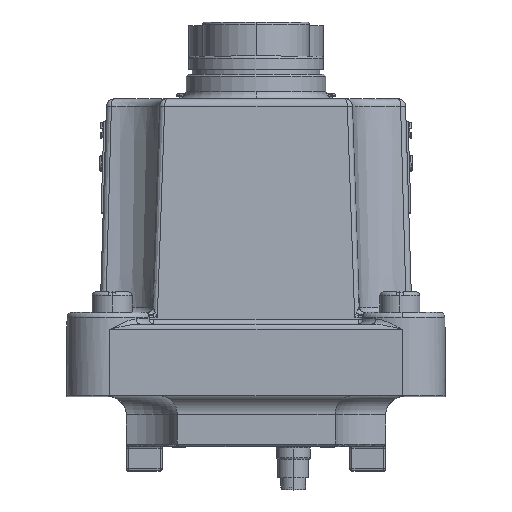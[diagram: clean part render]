
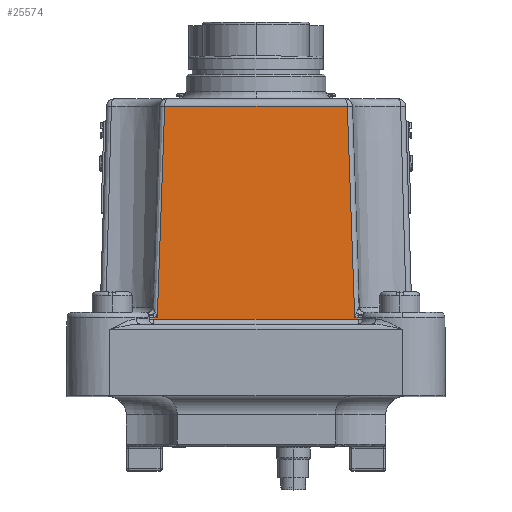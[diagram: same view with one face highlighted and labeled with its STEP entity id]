
A CAD part, top view. The second image highlights one B-rep face of the part: STEP entity #25574.
In plain terms, the highlighted planar face has unit normal (0, 0.03, 1).
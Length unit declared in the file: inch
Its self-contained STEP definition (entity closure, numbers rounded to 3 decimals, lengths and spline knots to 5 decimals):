
#30 = EDGE_CURVE ( 'NONE', #22576, #30846, #2446, .T. ) ;
#456 = EDGE_CURVE ( 'NONE', #22236, #17669, #11585, .T. ) ;
#752 = ORIENTED_EDGE ( 'NONE', *, *, #22272, .T. ) ;
#815 = CARTESIAN_POINT ( 'NONE',  ( 0.99875, 0.76377, 2.38305 ) ) ;
#851 = CARTESIAN_POINT ( 'NONE',  ( 0.99897, 0.74847, 2.38352 ) ) ;
#959 = CARTESIAN_POINT ( 'NONE',  ( 0.9989, 0.75357, 2.38336 ) ) ;
#1080 = CARTESIAN_POINT ( 'NONE',  ( 0.99883, 0.75867, 2.38321 ) ) ;
#1395 = EDGE_CURVE ( 'NONE', #17669, #6993, #14111, .T. ) ;
#2446 = LINE ( 'NONE', #21791, #27871 ) ;
#2704 = CARTESIAN_POINT ( 'NONE',  ( 0.91358, 2.14041, 2.34099 ) ) ;
#3352 = CARTESIAN_POINT ( 'NONE',  ( -0.91358, 2.14041, 2.34099 ) ) ;
#3723 = CARTESIAN_POINT ( 'NONE',  ( 0.99897, 0.74847, 2.38352 ) ) ;
#3835 = CARTESIAN_POINT ( 'NONE',  ( -0.99874, 0.76581, 2.38299 ) ) ;
#3933 = DIRECTION ( 'NONE',  ( 0., 0.031, 1. ) ) ;
#4875 = EDGE_CURVE ( 'NONE', #7820, #26866, #11389, .T. ) ;
#5351 = VERTEX_POINT ( 'NONE', #11018 ) ;
#5469 = ORIENTED_EDGE ( 'NONE', *, *, #24837, .T. ) ;
#5596 = FACE_OUTER_BOUND ( 'NONE', #28341, .T. ) ;
#5900 = CARTESIAN_POINT ( 'NONE',  ( 0.99875, 0.76377, 2.38305 ) ) ;
#5945 = CARTESIAN_POINT ( 'NONE',  ( -0.93736, 1.45358, 2.36198 ) ) ;
#6006 = CARTESIAN_POINT ( 'NONE',  ( 0.99876, 0.76683, 2.38296 ) ) ;
#6213 = CARTESIAN_POINT ( 'NONE',  ( 0.99875, 0.76377, 2.38305 ) ) ;
#6416 = CARTESIAN_POINT ( 'NONE',  ( -0.99875, 0.76377, 2.38305 ) ) ;
#6740 = CARTESIAN_POINT ( 'NONE',  ( 0.96326, 0.76683, 2.38296 ) ) ;
#6778 = VERTEX_POINT ( 'NONE', #25081 ) ;
#6993 = VERTEX_POINT ( 'NONE', #6213 ) ;
#7820 = VERTEX_POINT ( 'NONE', #21134 ) ;
#10976 = VERTEX_POINT ( 'NONE', #17102 ) ;
#11018 = CARTESIAN_POINT ( 'NONE',  ( -0.99875, 0.76377, 2.38305 ) ) ;
#11389 = B_SPLINE_CURVE_WITH_KNOTS ( 'NONE', 3,
 ( #21225, #3352, #5945, #23734 ),
 .UNSPECIFIED., .F., .F.,
 ( 4, 4 ),
 ( 0., 0.05239 ),
 .UNSPECIFIED. ) ;
#11585 = LINE ( 'NONE', #14356, #31695 ) ;
#12200 = EDGE_CURVE ( 'NONE', #5351, #22236, #20214, .T. ) ;
#13492 = VECTOR ( 'NONE', #32639, 39.37008 ) ;
#13532 = ORIENTED_EDGE ( 'NONE', *, *, #12200, .T. ) ;
#13549 = CARTESIAN_POINT ( 'NONE',  ( 0.99874, 0.76479, 2.38302 ) ) ;
#14099 = ORIENTED_EDGE ( 'NONE', *, *, #1395, .T. ) ;
#14111 =( BOUNDED_CURVE ( )  B_SPLINE_CURVE ( 3, ( #851, #959, #1080, #815 ),
 .UNSPECIFIED., .F., .T. ) 
 B_SPLINE_CURVE_WITH_KNOTS ( ( 4, 4 ),
 ( 1.13478, 1.13588 ),
 .UNSPECIFIED. ) 
 CURVE ( )  GEOMETRIC_REPRESENTATION_ITEM ( )  RATIONAL_B_SPLINE_CURVE ( ( 1., 1., 1., 1. ) ) 
 REPRESENTATION_ITEM ( '' )  );
#14332 = DIRECTION ( 'NONE',  ( 1., 0., 0. ) ) ;
#14356 = CARTESIAN_POINT ( 'NONE',  ( 1.425, 0.74847, 2.38352 ) ) ;
#14881 = EDGE_CURVE ( 'NONE', #10976, #7820, #26174, .T. ) ;
#14977 = VECTOR ( 'NONE', #21678, 39.37008 ) ;
#15107 = B_SPLINE_CURVE_WITH_KNOTS ( 'NONE', 3,
 ( #5900, #13549, #21292, #6006 ),
 .UNSPECIFIED., .F., .F.,
 ( 4, 4 ),
 ( 0., 0.00008 ),
 .UNSPECIFIED. ) ;
#15780 = LINE ( 'NONE', #19291, #14977 ) ;
#15910 = CARTESIAN_POINT ( 'NONE',  ( -0.99897, 0.74847, 2.38352 ) ) ;
#17102 = CARTESIAN_POINT ( 'NONE',  ( 0.89118, 2.82729, 2.32001 ) ) ;
#17653 = CARTESIAN_POINT ( 'NONE',  ( 1.425, 2.82729, 2.32001 ) ) ;
#17669 = VERTEX_POINT ( 'NONE', #3723 ) ;
#17990 = CARTESIAN_POINT ( 'NONE',  ( 0.93736, 1.45358, 2.36198 ) ) ;
#18985 = CARTESIAN_POINT ( 'NONE',  ( -0.99897, 0.74847, 2.38352 ) ) ;
#19104 = CARTESIAN_POINT ( 'NONE',  ( -0.99876, 0.76683, 2.38296 ) ) ;
#19183 = CARTESIAN_POINT ( 'NONE',  ( 1.425, 0.7, 2.385 ) ) ;
#19291 = CARTESIAN_POINT ( 'NONE',  ( -1.03137, 0.76683, 2.38296 ) ) ;
#19537 = ORIENTED_EDGE ( 'NONE', *, *, #456, .T. ) ;
#20214 =( BOUNDED_CURVE ( )  B_SPLINE_CURVE ( 3, ( #28489, #25977, #30970, #15910 ),
 .UNSPECIFIED., .F., .F. ) 
 B_SPLINE_CURVE_WITH_KNOTS ( ( 4, 4 ),
 ( 5.14731, 5.1484 ),
 .UNSPECIFIED. ) 
 CURVE ( )  GEOMETRIC_REPRESENTATION_ITEM ( )  RATIONAL_B_SPLINE_CURVE ( ( 1., 1., 1., 1. ) ) 
 REPRESENTATION_ITEM ( '' )  );
#20579 = CARTESIAN_POINT ( 'NONE',  ( 0.89118, 2.82729, 2.32001 ) ) ;
#20869 = ORIENTED_EDGE ( 'NONE', *, *, #4875, .T. ) ;
#21134 = CARTESIAN_POINT ( 'NONE',  ( -0.89118, 2.82729, 2.32001 ) ) ;
#21225 = CARTESIAN_POINT ( 'NONE',  ( -0.89118, 2.82729, 2.32001 ) ) ;
#21241 = DIRECTION ( 'NONE',  ( -1., 0., 0. ) ) ;
#21292 = CARTESIAN_POINT ( 'NONE',  ( 0.99874, 0.76581, 2.38299 ) ) ;
#21349 = CARTESIAN_POINT ( 'NONE',  ( -0.96326, 0.76683, 2.38296 ) ) ;
#21678 = DIRECTION ( 'NONE',  ( -1., 0., 0. ) ) ;
#21696 = CARTESIAN_POINT ( 'NONE',  ( -0.99874, 0.76479, 2.38302 ) ) ;
#21785 = DIRECTION ( 'NONE',  ( 0., -1., 0.031 ) ) ;
#21791 = CARTESIAN_POINT ( 'NONE',  ( 1.425, 0.76683, 2.38296 ) ) ;
#22065 = B_SPLINE_CURVE_WITH_KNOTS ( 'NONE', 3,
 ( #30524, #17990, #2704, #20579 ),
 .UNSPECIFIED., .F., .F.,
 ( 4, 4 ),
 ( -0.00123, 0.05116 ),
 .UNSPECIFIED. ) ;
#22236 = VERTEX_POINT ( 'NONE', #18985 ) ;
#22272 = EDGE_CURVE ( 'NONE', #6778, #5351, #27202, .T. ) ;
#22327 = ORIENTED_EDGE ( 'NONE', *, *, #14881, .T. ) ;
#22576 = VERTEX_POINT ( 'NONE', #23108 ) ;
#23108 = CARTESIAN_POINT ( 'NONE',  ( 0.99876, 0.76683, 2.38296 ) ) ;
#23463 = AXIS2_PLACEMENT_3D ( 'NONE', #19183, #3933, #21785 ) ;
#23734 = CARTESIAN_POINT ( 'NONE',  ( -0.96326, 0.76683, 2.38296 ) ) ;
#24186 = PLANE ( 'NONE',  #23463 ) ;
#24513 = EDGE_CURVE ( 'NONE', #6993, #22576, #15107, .T. ) ;
#24837 = EDGE_CURVE ( 'NONE', #30846, #10976, #22065, .T. ) ;
#25081 = CARTESIAN_POINT ( 'NONE',  ( -0.99876, 0.76683, 2.38296 ) ) ;
#25574 = ADVANCED_FACE ( 'NONE', ( #5596 ), #24186, .T. ) ;
#25722 = ORIENTED_EDGE ( 'NONE', *, *, #24513, .T. ) ;
#25977 = CARTESIAN_POINT ( 'NONE',  ( -0.99883, 0.75867, 2.38321 ) ) ;
#26174 = LINE ( 'NONE', #17653, #13492 ) ;
#26866 = VERTEX_POINT ( 'NONE', #21349 ) ;
#27024 = EDGE_CURVE ( 'NONE', #26866, #6778, #15780, .T. ) ;
#27202 = B_SPLINE_CURVE_WITH_KNOTS ( 'NONE', 3,
 ( #19104, #3835, #21696, #6416 ),
 .UNSPECIFIED., .F., .F.,
 ( 4, 4 ),
 ( 0., 0.00008 ),
 .UNSPECIFIED. ) ;
#27871 = VECTOR ( 'NONE', #21241, 39.37008 ) ;
#28341 = EDGE_LOOP ( 'NONE', ( #29179, #752, #13532, #19537, #14099, #25722, #32231, #5469, #22327, #20869 ) ) ;
#28489 = CARTESIAN_POINT ( 'NONE',  ( -0.99875, 0.76377, 2.38305 ) ) ;
#29179 = ORIENTED_EDGE ( 'NONE', *, *, #27024, .T. ) ;
#30524 = CARTESIAN_POINT ( 'NONE',  ( 0.96326, 0.76683, 2.38296 ) ) ;
#30846 = VERTEX_POINT ( 'NONE', #6740 ) ;
#30970 = CARTESIAN_POINT ( 'NONE',  ( -0.9989, 0.75357, 2.38336 ) ) ;
#31695 = VECTOR ( 'NONE', #14332, 39.37008 ) ;
#32231 = ORIENTED_EDGE ( 'NONE', *, *, #30, .T. ) ;
#32639 = DIRECTION ( 'NONE',  ( -1., 0., 0. ) ) ;
